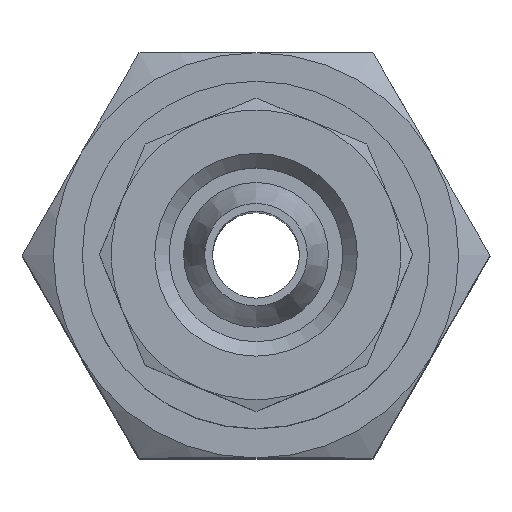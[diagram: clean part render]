
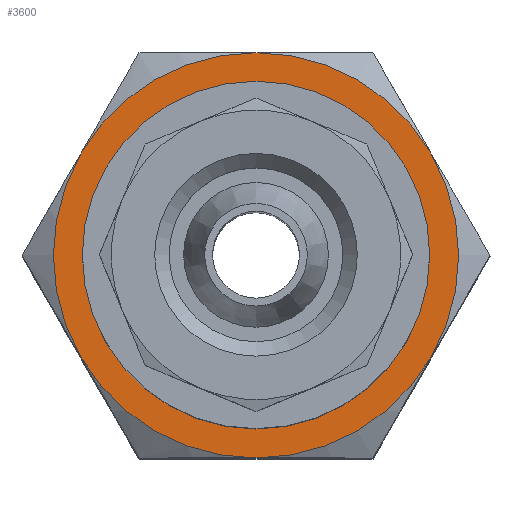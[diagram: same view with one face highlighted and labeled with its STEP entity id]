
A CAD part, top view. The second image highlights one B-rep face of the part: STEP entity #3600.
In plain terms, the highlighted face is planar.
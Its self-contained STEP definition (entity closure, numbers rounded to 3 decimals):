
#1629=PLANE('',#3400);
#1820=ORIENTED_EDGE('',*,*,#2222,.T.);
#1821=ORIENTED_EDGE('',*,*,#2223,.T.);
#1822=ORIENTED_EDGE('',*,*,#2224,.T.);
#1823=ORIENTED_EDGE('',*,*,#2225,.T.);
#1824=ORIENTED_EDGE('',*,*,#2226,.T.);
#1825=ORIENTED_EDGE('',*,*,#2227,.T.);
#1826=ORIENTED_EDGE('',*,*,#2228,.T.);
#2036=CIRCLE('',#3401,7.);
#2037=CIRCLE('',#3402,7.);
#2038=CIRCLE('',#3403,7.);
#2039=CIRCLE('',#3404,7.);
#2040=CIRCLE('',#3405,7.);
#2041=CIRCLE('',#3406,7.);
#2042=CIRCLE('',#3407,5.186);
#2106=VERTEX_POINT('',#3108);
#2107=VERTEX_POINT('',#3109);
#2108=VERTEX_POINT('',#3111);
#2109=VERTEX_POINT('',#3113);
#2110=VERTEX_POINT('',#3115);
#2111=VERTEX_POINT('',#3117);
#2112=VERTEX_POINT('',#3120);
#2222=EDGE_CURVE('',#2106,#2107,#2036,.T.);
#2223=EDGE_CURVE('',#2107,#2108,#2037,.T.);
#2224=EDGE_CURVE('',#2108,#2109,#2038,.T.);
#2225=EDGE_CURVE('',#2109,#2110,#2039,.T.);
#2226=EDGE_CURVE('',#2110,#2111,#2040,.T.);
#2227=EDGE_CURVE('',#2111,#2106,#2041,.T.);
#2228=EDGE_CURVE('',#2112,#2112,#2042,.T.);
#2362=EDGE_LOOP('',(#1820,#1821,#1822,#1823,#1824,#1825));
#2363=EDGE_LOOP('',(#1826));
#2472=FACE_BOUND('',#2362,.T.);
#2473=FACE_BOUND('',#2363,.T.);
#2706=DIRECTION('',(0.,0.,-1.));
#2707=DIRECTION('',(0.,1.,0.));
#2708=DIRECTION('',(0.,0.,-1.));
#2709=DIRECTION('',(7.,0.,0.));
#2710=DIRECTION('',(0.,0.,-1.));
#2711=DIRECTION('',(7.,0.,0.));
#2712=DIRECTION('',(0.,0.,-1.));
#2713=DIRECTION('',(7.,0.,0.));
#2714=DIRECTION('',(0.,0.,-1.));
#2715=DIRECTION('',(7.,0.,0.));
#2716=DIRECTION('',(0.,0.,-1.));
#2717=DIRECTION('',(7.,0.,0.));
#2718=DIRECTION('',(0.,0.,-1.));
#2719=DIRECTION('',(7.,0.,0.));
#2720=DIRECTION('',(0.,0.,1.));
#2721=DIRECTION('',(5.186,0.,0.));
#3107=CARTESIAN_POINT('',(-3.5,-6.062,0.));
#3108=CARTESIAN_POINT('',(-3.5,-6.062,0.));
#3109=CARTESIAN_POINT('',(-7.,0.,0.));
#3110=CARTESIAN_POINT('',(0.,0.,0.));
#3111=CARTESIAN_POINT('',(-3.5,6.062,0.));
#3112=CARTESIAN_POINT('',(0.,0.,0.));
#3113=CARTESIAN_POINT('',(3.5,6.062,0.));
#3114=CARTESIAN_POINT('',(0.,0.,0.));
#3115=CARTESIAN_POINT('',(7.,0.,0.));
#3116=CARTESIAN_POINT('',(0.,0.,0.));
#3117=CARTESIAN_POINT('',(3.5,-6.062,0.));
#3118=CARTESIAN_POINT('',(0.,0.,0.));
#3119=CARTESIAN_POINT('',(0.,0.,0.));
#3120=CARTESIAN_POINT('',(5.186,0.,0.));
#3121=CARTESIAN_POINT('',(0.,0.,0.));
#3400=AXIS2_PLACEMENT_3D('',#3107,#2706,#2707);
#3401=AXIS2_PLACEMENT_3D('',#3110,#2708,#2709);
#3402=AXIS2_PLACEMENT_3D('',#3112,#2710,#2711);
#3403=AXIS2_PLACEMENT_3D('',#3114,#2712,#2713);
#3404=AXIS2_PLACEMENT_3D('',#3116,#2714,#2715);
#3405=AXIS2_PLACEMENT_3D('',#3118,#2716,#2717);
#3406=AXIS2_PLACEMENT_3D('',#3119,#2718,#2719);
#3407=AXIS2_PLACEMENT_3D('',#3121,#2720,#2721);
#3600=ADVANCED_FACE('',(#2472,#2473),#1629,.T.);
